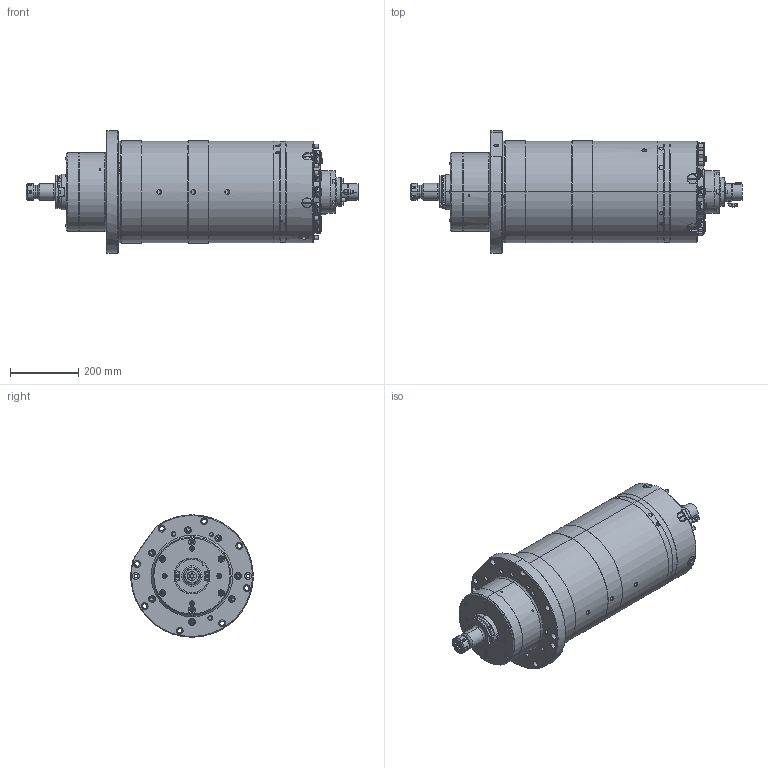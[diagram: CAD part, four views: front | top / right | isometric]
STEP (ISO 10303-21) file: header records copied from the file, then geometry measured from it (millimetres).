
FILE_DESCRIPTION (( 'STEP AP203' ), '1' );
FILE_NAME ('300AI10BFHW-00-.STEP', '2013-06-14T08:19:03', ( '' ), ( '' ), 'SwSTEP 2.0', 'SolidWorks 2012', '' );
FILE_SCHEMA (( 'CONFIG_CONTROL_DESIGN' ));
Length unit declared in the file: millimetre
Products named in the file (1): 300AI10BFHW-00-
Bounding box: 975.99 x 359.68 x 360 mm (x, y, z)
Surface area: 1153693.3 mm2 (no closed solid volume)
Topology: 0 solids, 214 shells, 1818 faces, 5535 edges, 3885 vertices
Faces by surface type: cylinder 786, plane 717, cone 168, torus 127, sphere 12, bspline 8
Entity records: 66157 total; most frequent: CARTESIAN_POINT 15785, DIRECTION 11357, ORIENTED_EDGE 8781, EDGE_CURVE 5488, AXIS2_PLACEMENT_3D 4397, VERTEX_POINT 3882, CIRCLE 2586, VECTOR 2563
